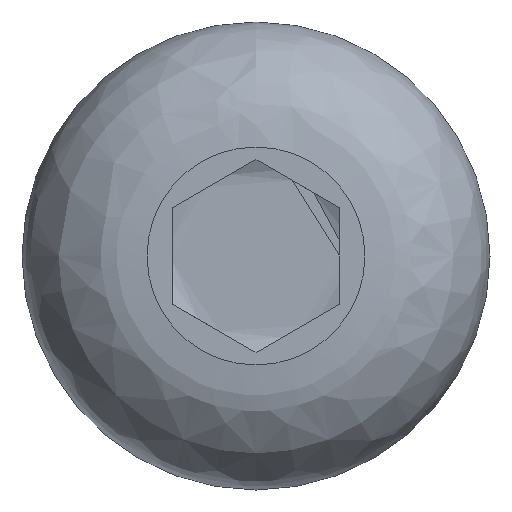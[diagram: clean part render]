
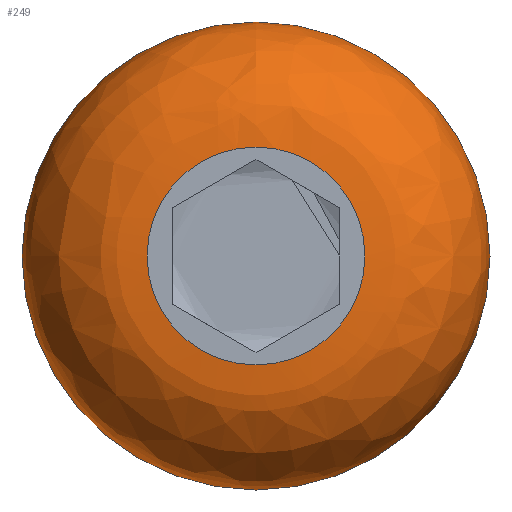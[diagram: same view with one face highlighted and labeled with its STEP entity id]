
A CAD part, left-side view. The second image highlights one B-rep face of the part: STEP entity #249.
In plain terms, the highlighted free-form (B-spline) face has degree [2, 2] with [3, 9] control points.
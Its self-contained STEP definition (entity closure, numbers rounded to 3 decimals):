
#22=(
BOUNDED_SURFACE()
B_SPLINE_SURFACE(2,2,((#401,#402,#403,#404,#405,#406,#407,#408,#409),(#410,
#411,#412,#413,#414,#415,#416,#417,#418),(#419,#420,#421,#422,#423,#424,
#425,#426,#427)),.UNSPECIFIED.,.F.,.T.,.F.)
B_SPLINE_SURFACE_WITH_KNOTS((3,3),(3,2,2,2,3),(-1.571,0.),
(-3.142,-1.571,0.,1.571,3.142),
 .UNSPECIFIED.)
GEOMETRIC_REPRESENTATION_ITEM()
RATIONAL_B_SPLINE_SURFACE(((1.,0.707,1.,0.707,1.,
0.707,1.,0.707,1.),(0.707,0.5,0.707,
0.5,0.707,0.5,0.707,0.5,0.707),(1.,
0.707,1.,0.707,1.,0.707,1.,0.707,
1.)))
REPRESENTATION_ITEM('')
SURFACE()
);
#75=FACE_OUTER_BOUND('',#91,.T.);
#91=EDGE_LOOP('',(#192,#193,#194,#195,#196));
#110=CIRCLE('',#295,7.);
#111=CIRCLE('',#296,7.);
#112=CIRCLE('',#297,3.74);
#113=CIRCLE('',#298,3.26);
#121=VERTEX_POINT('',#428);
#122=VERTEX_POINT('',#429);
#123=VERTEX_POINT('',#432);
#148=EDGE_CURVE('',#121,#122,#110,.T.);
#149=EDGE_CURVE('',#122,#121,#111,.T.);
#150=EDGE_CURVE('',#121,#123,#112,.T.);
#151=EDGE_CURVE('',#123,#123,#113,.T.);
#192=ORIENTED_EDGE('',*,*,#148,.T.);
#193=ORIENTED_EDGE('',*,*,#149,.T.);
#194=ORIENTED_EDGE('',*,*,#150,.T.);
#195=ORIENTED_EDGE('',*,*,#151,.T.);
#196=ORIENTED_EDGE('',*,*,#150,.F.);
#249=ADVANCED_FACE('',(#75),#22,.F.);
#295=AXIS2_PLACEMENT_3D('',#430,#338,#339);
#296=AXIS2_PLACEMENT_3D('',#431,#340,#341);
#297=AXIS2_PLACEMENT_3D('',#433,#342,#343);
#298=AXIS2_PLACEMENT_3D('',#434,#344,#345);
#338=DIRECTION('center_axis',(-1.,0.,0.));
#339=DIRECTION('ref_axis',(0.,-1.,0.));
#340=DIRECTION('center_axis',(-1.,0.,0.));
#341=DIRECTION('ref_axis',(0.,-1.,0.));
#342=DIRECTION('center_axis',(0.,-1.,0.));
#343=DIRECTION('ref_axis',(0.,0.,1.));
#344=DIRECTION('center_axis',(1.,0.,0.));
#345=DIRECTION('ref_axis',(0.,-1.,0.));
#401=CARTESIAN_POINT('Ctrl Pts',(-4.4,0.,3.26));
#402=CARTESIAN_POINT('Ctrl Pts',(-4.4,-3.26,3.26));
#403=CARTESIAN_POINT('Ctrl Pts',(-4.4,-3.26,0.));
#404=CARTESIAN_POINT('Ctrl Pts',(-4.4,-3.26,-3.26));
#405=CARTESIAN_POINT('Ctrl Pts',(-4.4,0.,-3.26));
#406=CARTESIAN_POINT('Ctrl Pts',(-4.4,3.26,-3.26));
#407=CARTESIAN_POINT('Ctrl Pts',(-4.4,3.26,0.));
#408=CARTESIAN_POINT('Ctrl Pts',(-4.4,3.26,3.26));
#409=CARTESIAN_POINT('Ctrl Pts',(-4.4,0.,3.26));
#410=CARTESIAN_POINT('Ctrl Pts',(-4.4,0.,7.));
#411=CARTESIAN_POINT('Ctrl Pts',(-4.4,-7.,7.));
#412=CARTESIAN_POINT('Ctrl Pts',(-4.4,-7.,0.));
#413=CARTESIAN_POINT('Ctrl Pts',(-4.4,-7.,-7.));
#414=CARTESIAN_POINT('Ctrl Pts',(-4.4,0.,-7.));
#415=CARTESIAN_POINT('Ctrl Pts',(-4.4,7.,-7.));
#416=CARTESIAN_POINT('Ctrl Pts',(-4.4,7.,0.));
#417=CARTESIAN_POINT('Ctrl Pts',(-4.4,7.,7.));
#418=CARTESIAN_POINT('Ctrl Pts',(-4.4,0.,7.));
#419=CARTESIAN_POINT('Ctrl Pts',(-0.66,0.,
7.));
#420=CARTESIAN_POINT('Ctrl Pts',(-0.66,-7.,7.));
#421=CARTESIAN_POINT('Ctrl Pts',(-0.66,-7.,0.));
#422=CARTESIAN_POINT('Ctrl Pts',(-0.66,-7.,-7.));
#423=CARTESIAN_POINT('Ctrl Pts',(-0.66,0.,
-7.));
#424=CARTESIAN_POINT('Ctrl Pts',(-0.66,7.,-7.));
#425=CARTESIAN_POINT('Ctrl Pts',(-0.66,7.,0.));
#426=CARTESIAN_POINT('Ctrl Pts',(-0.66,7.,7.));
#427=CARTESIAN_POINT('Ctrl Pts',(-0.66,0.,
7.));
#428=CARTESIAN_POINT('',(-0.66,0.,7.));
#429=CARTESIAN_POINT('',(-0.66,-7.,0.));
#430=CARTESIAN_POINT('Origin',(-0.66,0.,
0.));
#431=CARTESIAN_POINT('Origin',(-0.66,0.,
0.));
#432=CARTESIAN_POINT('',(-4.4,0.,3.26));
#433=CARTESIAN_POINT('Origin',(-0.66,0.,
3.26));
#434=CARTESIAN_POINT('Origin',(-4.4,0.,0.));
